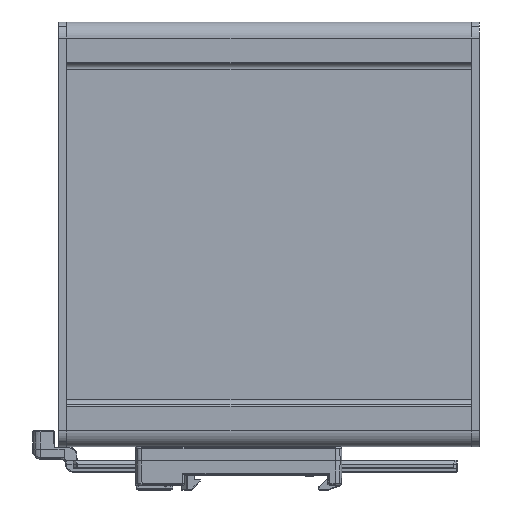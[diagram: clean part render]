
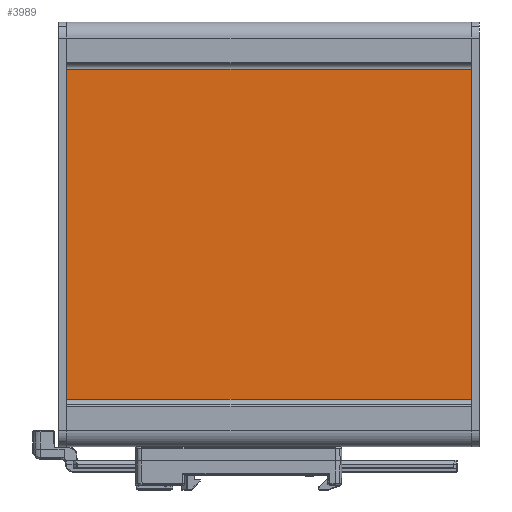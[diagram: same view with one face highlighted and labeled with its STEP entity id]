
A CAD part, front view. The second image highlights one B-rep face of the part: STEP entity #3989.
In plain terms, the highlighted planar face has unit normal (0, -1, 0).
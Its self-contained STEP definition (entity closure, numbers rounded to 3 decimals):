
#3587=EDGE_CURVE('',#8827,#8828,#8829,.T.);
#3989=ADVANCED_FACE('',(#9446),#9447,.T.);
#4519=EDGE_CURVE('',#8827,#10235,#10236,.T.);
#5941=EDGE_CURVE('',#12276,#10235,#12277,.T.);
#6361=EDGE_CURVE('',#8828,#12276,#12852,.T.);
#8827=VERTEX_POINT('',#16393);
#8828=VERTEX_POINT('',#16394);
#8829=LINE('',#16395,#16396);
#9446=FACE_OUTER_BOUND('',#17187,.T.);
#9447=PLANE('',#17188);
#10235=VERTEX_POINT('',#18493);
#10236=LINE('',#18494,#18495);
#12276=VERTEX_POINT('',#21741);
#12277=LINE('',#21742,#21743);
#12852=LINE('',#22565,#22566);
#16393=CARTESIAN_POINT('',(53.226,-21.4,18.7));
#16394=CARTESIAN_POINT('',(53.226,-21.4,100.3));
#16395=CARTESIAN_POINT('',(53.226,-21.4,18.7));
#16396=VECTOR('',#28005,1.0);
#17187=EDGE_LOOP('',(#29684,#29685,#29686,#29687));
#17188=AXIS2_PLACEMENT_3D('',#29688,#29689,#29690);
#18493=CARTESIAN_POINT('',(-46.774,-21.4,18.7));
#18494=CARTESIAN_POINT('',(53.226,-21.4,18.7));
#18495=VECTOR('',#31822,1.0);
#21741=CARTESIAN_POINT('',(-46.774,-21.4,100.3));
#21742=CARTESIAN_POINT('',(-46.774,-21.4,100.3));
#21743=VECTOR('',#36939,1.0);
#22565=CARTESIAN_POINT('',(53.226,-21.4,100.3));
#22566=VECTOR('',#38285,1.0);
#28005=DIRECTION('',(0.,0.,1.0));
#29684=ORIENTED_EDGE('',*,*,#4519,.F.);
#29685=ORIENTED_EDGE('',*,*,#3587,.T.);
#29686=ORIENTED_EDGE('',*,*,#6361,.T.);
#29687=ORIENTED_EDGE('',*,*,#5941,.T.);
#29688=CARTESIAN_POINT('',(53.226,-21.4,18.7));
#29689=DIRECTION('',(0.,-1.0,0.));
#29690=DIRECTION('',(1.0,0.,0.));
#31822=DIRECTION('',(-1.0,0.,0.));
#36939=DIRECTION('',(0.,0.,-1.0));
#38285=DIRECTION('',(-1.0,0.,0.));
